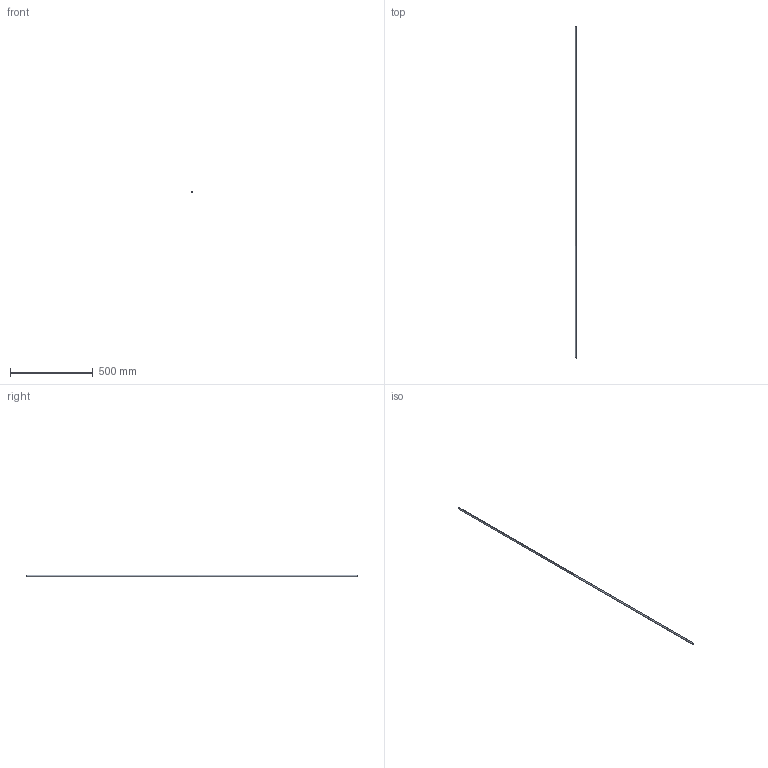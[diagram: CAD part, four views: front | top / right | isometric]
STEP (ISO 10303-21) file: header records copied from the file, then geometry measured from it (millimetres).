
FILE_DESCRIPTION(/* description */ (''),/* implementation_level */ '2;1');
FILE_NAME(/* name */ '3141140',/* time_stamp */ '2014-01-14T16:19:49+01:00',/* author */ (''),/* organization */ (''),/* preprocessor_version */ 'ST-DEVELOPER v15',/* originating_system */ '',/* authorisation */ '');
FILE_SCHEMA (('CONFIG_CONTROL_DESIGN'));
Length unit declared in the file: millimetre
Products named in the file (1): Document
Bounding box: 9.98 x 2000 x 10 mm (x, y, z)
Volume: 157397.8 mm3; surface area: 63011.7 mm2
Topology: 1 solids, 1 shells, 4 faces, 6 edges, 4 vertices
Faces by surface type: bspline 2, plane 2
Entity records: 202 total; most frequent: CARTESIAN_POINT 68, ORIENTED_EDGE 12, ORGANIZATION 7, PERSON_AND_ORGANIZATION 7, EDGE_CURVE 6, DIRECTION 6, LOCAL_TIME 5, CALENDAR_DATE 5
